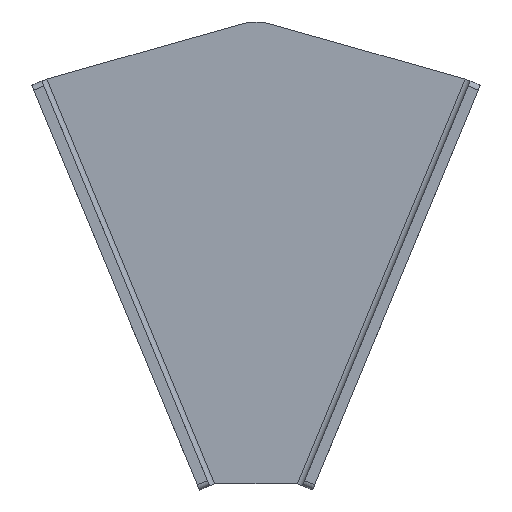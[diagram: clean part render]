
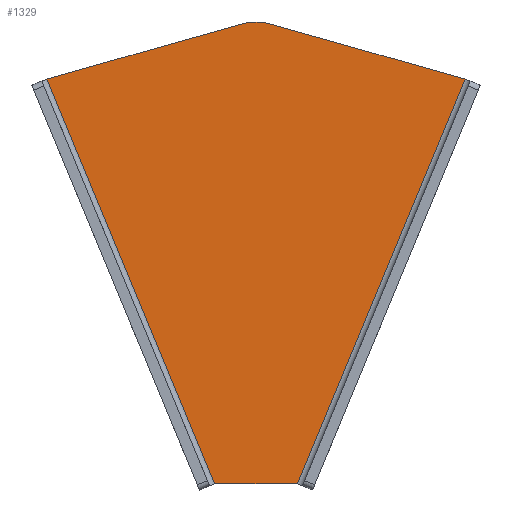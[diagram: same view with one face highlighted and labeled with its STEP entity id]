
A CAD part, top view. The second image highlights one B-rep face of the part: STEP entity #1329.
In plain terms, the highlighted planar face has unit normal (0, 0, 1).
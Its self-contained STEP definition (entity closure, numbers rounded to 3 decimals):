
#10 = EDGE_CURVE ( 'NONE', #766, #380, #1131, .T. ) ;
#63 = VECTOR ( 'NONE', #356, 1000. ) ;
#88 = DIRECTION ( 'NONE',  ( -0.962, -0.273, 0. ) ) ;
#159 = LINE ( 'NONE', #947, #1387 ) ;
#204 = LINE ( 'NONE', #1071, #1073 ) ;
#356 = DIRECTION ( 'NONE',  ( 1., 0., 0. ) ) ;
#377 = EDGE_CURVE ( 'NONE', #854, #1186, #1300, .T. ) ;
#380 = VERTEX_POINT ( 'NONE', #1199 ) ;
#392 = VECTOR ( 'NONE', #88, 1000. ) ;
#408 = ORIENTED_EDGE ( 'NONE', *, *, #1251, .T. ) ;
#411 = DIRECTION ( 'NONE',  ( 0.383, -0.924, 0. ) ) ;
#435 = VERTEX_POINT ( 'NONE', #1326 ) ;
#478 = CARTESIAN_POINT ( 'NONE',  ( -5.459, 167.941, 0. ) ) ;
#482 = EDGE_CURVE ( 'NONE', #380, #854, #159, .T. ) ;
#486 = CARTESIAN_POINT ( 'NONE',  ( 0., 148.7, 0. ) ) ;
#568 = FACE_OUTER_BOUND ( 'NONE', #966, .T. ) ;
#588 = CARTESIAN_POINT ( 'NONE',  ( 76.379, 147.821, 0. ) ) ;
#598 = CARTESIAN_POINT ( 'NONE',  ( -15.15, 0., 0. ) ) ;
#626 = EDGE_CURVE ( 'NONE', #1186, #1291, #1062, .T. ) ;
#659 = DIRECTION ( 'NONE',  ( 0., 0., 1. ) ) ;
#671 = AXIS2_PLACEMENT_3D ( 'NONE', #486, #1222, #1216 ) ;
#676 = CARTESIAN_POINT ( 'NONE',  ( -15.15, 0., 0. ) ) ;
#747 = CARTESIAN_POINT ( 'NONE',  ( 15.15, 0., 0. ) ) ;
#766 = VERTEX_POINT ( 'NONE', #478 ) ;
#807 = EDGE_CURVE ( 'NONE', #435, #766, #1164, .T. ) ;
#854 = VERTEX_POINT ( 'NONE', #598 ) ;
#855 = ORIENTED_EDGE ( 'NONE', *, *, #10, .T. ) ;
#880 = CARTESIAN_POINT ( 'NONE',  ( 0., 148.7, 0. ) ) ;
#947 = CARTESIAN_POINT ( 'NONE',  ( -15.15, 0., 0. ) ) ;
#966 = EDGE_LOOP ( 'NONE', ( #1219, #1373, #1005, #408, #1246, #855 ) ) ;
#1005 = ORIENTED_EDGE ( 'NONE', *, *, #626, .T. ) ;
#1062 = LINE ( 'NONE', #747, #1315 ) ;
#1071 = CARTESIAN_POINT ( 'NONE',  ( 76.379, 147.821, 0. ) ) ;
#1073 = VECTOR ( 'NONE', #1170, 1000. ) ;
#1079 = CARTESIAN_POINT ( 'NONE',  ( 15.15, 0., 0. ) ) ;
#1088 = DIRECTION ( 'NONE',  ( 1., 0., 0. ) ) ;
#1131 = LINE ( 'NONE', #1230, #392 ) ;
#1158 = DIRECTION ( 'NONE',  ( 0.383, 0.924, 0. ) ) ;
#1164 = CIRCLE ( 'NONE', #1340, 20. ) ;
#1170 = DIRECTION ( 'NONE',  ( -0.962, 0.273, 0. ) ) ;
#1186 = VERTEX_POINT ( 'NONE', #1079 ) ;
#1199 = CARTESIAN_POINT ( 'NONE',  ( -76.379, 147.821, 0. ) ) ;
#1204 = PLANE ( 'NONE',  #671 ) ;
#1216 = DIRECTION ( 'NONE',  ( 1., 0., 0. ) ) ;
#1219 = ORIENTED_EDGE ( 'NONE', *, *, #482, .T. ) ;
#1222 = DIRECTION ( 'NONE',  ( 0., 0., 1. ) ) ;
#1230 = CARTESIAN_POINT ( 'NONE',  ( -76.379, 147.821, 0. ) ) ;
#1246 = ORIENTED_EDGE ( 'NONE', *, *, #807, .T. ) ;
#1251 = EDGE_CURVE ( 'NONE', #1291, #435, #204, .T. ) ;
#1291 = VERTEX_POINT ( 'NONE', #588 ) ;
#1300 = LINE ( 'NONE', #676, #63 ) ;
#1315 = VECTOR ( 'NONE', #1158, 1000. ) ;
#1326 = CARTESIAN_POINT ( 'NONE',  ( 5.459, 167.941, 0. ) ) ;
#1329 = ADVANCED_FACE ( 'NONE', ( #568 ), #1204, .T. ) ;
#1340 = AXIS2_PLACEMENT_3D ( 'NONE', #880, #659, #1088 ) ;
#1373 = ORIENTED_EDGE ( 'NONE', *, *, #377, .T. ) ;
#1387 = VECTOR ( 'NONE', #411, 1000. ) ;
